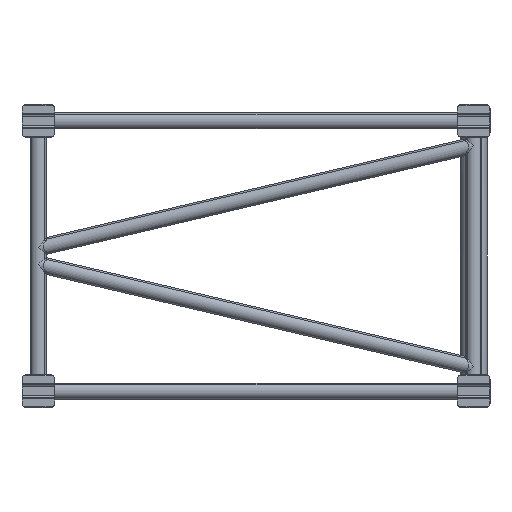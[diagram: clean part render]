
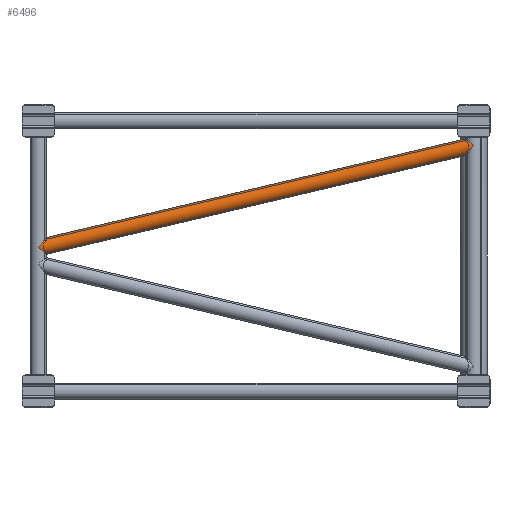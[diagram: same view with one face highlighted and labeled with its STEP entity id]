
A CAD part, left-side view. The second image highlights one B-rep face of the part: STEP entity #6496.
In plain terms, the highlighted cylindrical face has radius 15 mm (diameter 30 mm), a full revolution.
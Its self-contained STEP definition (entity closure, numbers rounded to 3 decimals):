
#1824 =( BOUNDED_CURVE ( )  B_SPLINE_CURVE ( 3, ( #7529, #16457, #8896, #3433 ),
 .UNSPECIFIED., .F., .T. ) 
 B_SPLINE_CURVE_WITH_KNOTS ( ( 4, 4 ),
 ( 4.712, 7.854 ),
 .UNSPECIFIED. ) 
 CURVE ( )  GEOMETRIC_REPRESENTATION_ITEM ( )  RATIONAL_B_SPLINE_CURVE ( ( 1., 0.333, 0.333, 1. ) ) 
 REPRESENTATION_ITEM ( '' )  );
#1890 = CARTESIAN_POINT ( 'NONE',  ( -1365., -370., 165.61 ) ) ;
#1980 = EDGE_CURVE ( 'NONE', #4061, #12883, #11814, .T. ) ;
#2075 = CARTESIAN_POINT ( 'NONE',  ( -1335., -370., 165.61 ) ) ;
#2426 = CARTESIAN_POINT ( 'NONE',  ( -1335., 400., 15. ) ) ;
#2586 = ORIENTED_EDGE ( 'NONE', *, *, #10499, .F. ) ;
#2864 = VERTEX_POINT ( 'NONE', #10223 ) ;
#3237 = CARTESIAN_POINT ( 'NONE',  ( -1365., -400., 203.5 ) ) ;
#3433 = CARTESIAN_POINT ( 'NONE',  ( -1365., 400., 15. ) ) ;
#4061 = VERTEX_POINT ( 'NONE', #16632 ) ;
#5698 = EDGE_CURVE ( 'NONE', #2864, #6435, #7681, .T. ) ;
#6098 = ORIENTED_EDGE ( 'NONE', *, *, #5698, .F. ) ;
#6118 = CARTESIAN_POINT ( 'NONE',  ( -1365., -400., 203.5 ) ) ;
#6435 = VERTEX_POINT ( 'NONE', #6118 ) ;
#6478 = ORIENTED_EDGE ( 'NONE', *, *, #12607, .F. ) ;
#6496 = ADVANCED_FACE ( 'NONE', ( #8933, #14782 ), #14001, .T. ) ;
#6955 = EDGE_LOOP ( 'NONE', ( #2586, #18174 ) ) ;
#7282 = EDGE_LOOP ( 'NONE', ( #6098, #6478 ) ) ;
#7529 = CARTESIAN_POINT ( 'NONE',  ( -1335., 400., 15. ) ) ;
#7681 =( BOUNDED_CURVE ( )  B_SPLINE_CURVE ( 3, ( #9684, #15513, #8226, #3237 ),
 .UNSPECIFIED., .F., .T. ) 
 B_SPLINE_CURVE_WITH_KNOTS ( ( 4, 4 ),
 ( 1.571, 4.712 ),
 .UNSPECIFIED. ) 
 CURVE ( )  GEOMETRIC_REPRESENTATION_ITEM ( )  RATIONAL_B_SPLINE_CURVE ( ( 1., 0.333, 0.333, 1. ) ) 
 REPRESENTATION_ITEM ( '' )  );
#7902 = CARTESIAN_POINT ( 'NONE',  ( -1335., -400., 203.5 ) ) ;
#8226 = CARTESIAN_POINT ( 'NONE',  ( -1365., -370., 227.253 ) ) ;
#8896 = CARTESIAN_POINT ( 'NONE',  ( -1365., 370., -8.753 ) ) ;
#8933 = FACE_OUTER_BOUND ( 'NONE', #6955, .T. ) ;
#9684 = CARTESIAN_POINT ( 'NONE',  ( -1335., -400., 203.5 ) ) ;
#10223 = CARTESIAN_POINT ( 'NONE',  ( -1335., -400., 203.5 ) ) ;
#10499 = EDGE_CURVE ( 'NONE', #12883, #4061, #1824, .T. ) ;
#11005 =( BOUNDED_CURVE ( )  B_SPLINE_CURVE ( 3, ( #15196, #1890, #2075, #7902 ),
 .UNSPECIFIED., .F., .T. ) 
 B_SPLINE_CURVE_WITH_KNOTS ( ( 4, 4 ),
 ( 1.571, 4.712 ),
 .UNSPECIFIED. ) 
 CURVE ( )  GEOMETRIC_REPRESENTATION_ITEM ( )  RATIONAL_B_SPLINE_CURVE ( ( 1., 0.333, 0.333, 1. ) ) 
 REPRESENTATION_ITEM ( '' )  );
#11814 =( BOUNDED_CURVE ( )  B_SPLINE_CURVE ( 3, ( #11837, #14638, #17414, #18947 ),
 .UNSPECIFIED., .F., .T. ) 
 B_SPLINE_CURVE_WITH_KNOTS ( ( 4, 4 ),
 ( 4.712, 7.854 ),
 .UNSPECIFIED. ) 
 CURVE ( )  GEOMETRIC_REPRESENTATION_ITEM ( )  RATIONAL_B_SPLINE_CURVE ( ( 1., 0.333, 0.333, 1. ) ) 
 REPRESENTATION_ITEM ( '' )  );
#11837 = CARTESIAN_POINT ( 'NONE',  ( -1365., 400., 15. ) ) ;
#12458 = CARTESIAN_POINT ( 'NONE',  ( -1350., 400., 15. ) ) ;
#12607 = EDGE_CURVE ( 'NONE', #6435, #2864, #11005, .T. ) ;
#12883 = VERTEX_POINT ( 'NONE', #2426 ) ;
#14001 = CYLINDRICAL_SURFACE ( 'NONE', #15752, 15. ) ;
#14638 = CARTESIAN_POINT ( 'NONE',  ( -1365., 370., 52.89 ) ) ;
#14782 = FACE_OUTER_BOUND ( 'NONE', #7282, .T. ) ;
#15196 = CARTESIAN_POINT ( 'NONE',  ( -1365., -400., 203.5 ) ) ;
#15255 = DIRECTION ( 'NONE',  ( 0., -0.973, 0.229 ) ) ;
#15513 = CARTESIAN_POINT ( 'NONE',  ( -1335., -370., 227.253 ) ) ;
#15752 = AXIS2_PLACEMENT_3D ( 'NONE', #12458, #15255, #17073 ) ;
#16457 = CARTESIAN_POINT ( 'NONE',  ( -1335., 370., -8.753 ) ) ;
#16632 = CARTESIAN_POINT ( 'NONE',  ( -1365., 400., 15. ) ) ;
#17073 = DIRECTION ( 'NONE',  ( 0., -0.229, -0.973 ) ) ;
#17414 = CARTESIAN_POINT ( 'NONE',  ( -1335., 370., 52.89 ) ) ;
#18174 = ORIENTED_EDGE ( 'NONE', *, *, #1980, .F. ) ;
#18947 = CARTESIAN_POINT ( 'NONE',  ( -1335., 400., 15. ) ) ;
